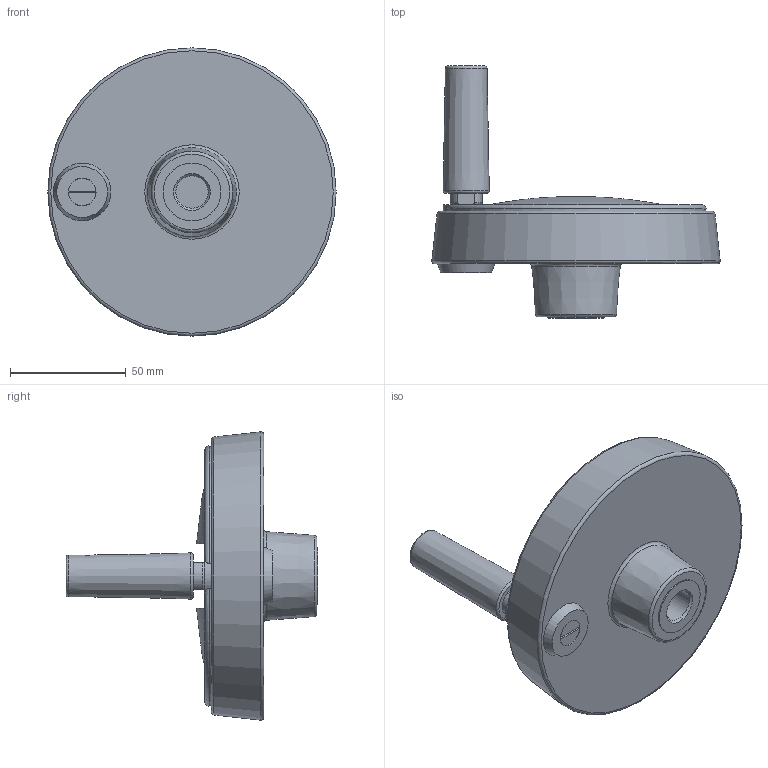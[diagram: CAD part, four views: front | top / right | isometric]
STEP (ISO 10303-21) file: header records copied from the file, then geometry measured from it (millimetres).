
FILE_DESCRIPTION( ( 'STEP AP214' ), '1' );
FILE_NAME( 'K0257.312514_Nabe_ohne_Nut.stp', '2020-11-26T16:15:21', ( '' ), ( '' ), ' ', 'PARTsolutions', ' ' );
FILE_SCHEMA( ( 'AUTOMOTIVE_DESIGN { 1 0 10303 214 1 1 1 1 }' ) );
Length unit declared in the file: millimetre
Products named in the file (1): _K0257.312514_Nabe ohne Nut
Bounding box: 124.7 x 109 x 124.7 mm (x, y, z)
Volume: 286840.4 mm3; surface area: 46446.2 mm2
Topology: 1 solids, 2 shells, 55 faces, 111 edges, 71 vertices
Faces by surface type: plane 24, cylinder 15, torus 9, cone 6, sphere 1
Full cylindrical faces by diameter (mm): 4.917 x1, 12 x1, 14 x1, 17.5 x1, 22.5 x1, 25 x1
Entity records: 1977 total; most frequent: CARTESIAN_POINT 420, DIRECTION 238, ORIENTED_EDGE 184, AXIS2_PLACEMENT_3D 103, EDGE_CURVE 92, EDGE_LOOP 84, VERTEX_POINT 72, FACE_OUTER_BOUND 67
